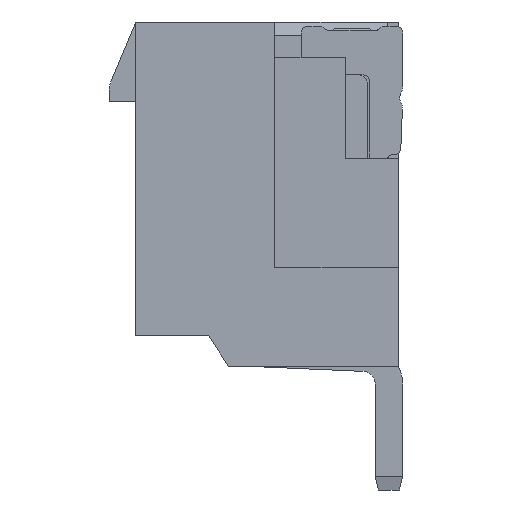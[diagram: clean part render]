
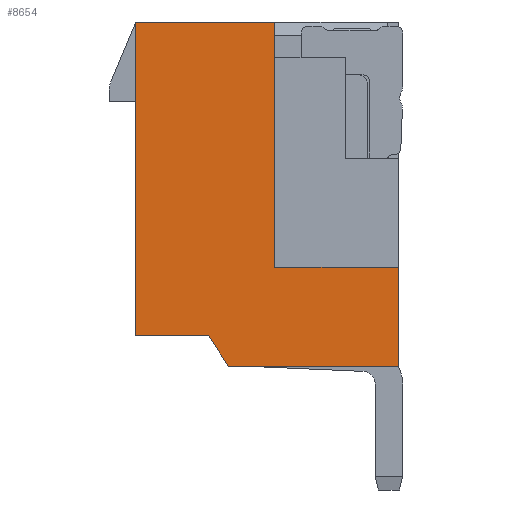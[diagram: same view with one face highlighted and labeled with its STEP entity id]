
A CAD part, left-side view. The second image highlights one B-rep face of the part: STEP entity #8654.
In plain terms, the highlighted planar face has unit normal (-1, 0, 0).
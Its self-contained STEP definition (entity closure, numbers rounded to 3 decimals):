
#1=DIRECTION('',(0.,0.541,0.841));
#2=VECTOR('',#1,0.832);
#3=CARTESIAN_POINT('',(1.25,-2.1,-7.8));
#4=LINE('',#3,#2);
#5=DIRECTION('',(0.,1.,0.));
#6=VECTOR('',#5,3.15);
#7=CARTESIAN_POINT('',(1.25,-3.15,0.));
#8=LINE('',#7,#6);
#85=DIRECTION('',(0.,0.,-1.));
#86=VECTOR('',#85,7.1);
#87=CARTESIAN_POINT('',(1.25,0.,0.));
#88=LINE('',#87,#86);
#327=DIRECTION('',(0.,-1.,0.));
#328=VECTOR('',#327,1.65);
#329=CARTESIAN_POINT('',(1.25,0.,-7.1));
#330=LINE('',#329,#328);
#619=DIRECTION('',(0.,-1.,0.));
#620=VECTOR('',#619,3.85);
#621=CARTESIAN_POINT('',(1.25,-2.1,-7.8));
#622=LINE('',#621,#620);
#631=DIRECTION('',(0.,0.,1.));
#632=VECTOR('',#631,2.25);
#633=CARTESIAN_POINT('',(1.25,-5.95,-7.8));
#634=LINE('',#633,#632);
#868=DIRECTION('',(0.,1.,0.));
#869=VECTOR('',#868,2.8);
#870=CARTESIAN_POINT('',(1.25,-5.95,-5.55));
#871=LINE('',#870,#869);
#880=DIRECTION('',(0.,0.,1.));
#881=VECTOR('',#880,5.55);
#882=CARTESIAN_POINT('',(1.25,-3.15,-5.55));
#883=LINE('',#882,#881);
#6595=CARTESIAN_POINT('',(1.25,-3.15,0.));
#6596=CARTESIAN_POINT('',(1.25,0.,0.));
#6597=VERTEX_POINT('',#6595);
#6598=VERTEX_POINT('',#6596);
#6599=CARTESIAN_POINT('',(1.25,-5.95,-5.55));
#6600=CARTESIAN_POINT('',(1.25,-3.15,-5.55));
#6601=VERTEX_POINT('',#6599);
#6602=VERTEX_POINT('',#6600);
#6603=CARTESIAN_POINT('',(1.25,-5.95,-7.8));
#6604=VERTEX_POINT('',#6603);
#6605=CARTESIAN_POINT('',(1.25,-2.1,-7.8));
#6606=VERTEX_POINT('',#6605);
#6607=CARTESIAN_POINT('',(1.25,-1.65,-7.1));
#6608=VERTEX_POINT('',#6607);
#6609=CARTESIAN_POINT('',(1.25,0.,-7.1));
#6610=VERTEX_POINT('',#6609);
#8631=CARTESIAN_POINT('',(1.25,-2.975,-3.9));
#8632=DIRECTION('',(1.,0.,0.));
#8633=DIRECTION('',(0.,-1.,0.));
#8634=AXIS2_PLACEMENT_3D('',#8631,#8632,#8633);
#8635=PLANE('',#8634);
#8637=ORIENTED_EDGE('',*,*,#8636,.F.);
#8639=ORIENTED_EDGE('',*,*,#8638,.F.);
#8641=ORIENTED_EDGE('',*,*,#8640,.F.);
#8643=ORIENTED_EDGE('',*,*,#8642,.F.);
#8645=ORIENTED_EDGE('',*,*,#8644,.F.);
#8647=ORIENTED_EDGE('',*,*,#8646,.T.);
#8649=ORIENTED_EDGE('',*,*,#8648,.F.);
#8651=ORIENTED_EDGE('',*,*,#8650,.F.);
#8652=EDGE_LOOP('',(#8637,#8639,#8641,#8643,#8645,#8647,#8649,#8651));
#8653=FACE_OUTER_BOUND('',#8652,.F.);
#8636=EDGE_CURVE('',#6597,#6598,#8,.T.);
#8638=EDGE_CURVE('',#6602,#6597,#883,.T.);
#8640=EDGE_CURVE('',#6601,#6602,#871,.T.);
#8642=EDGE_CURVE('',#6604,#6601,#634,.T.);
#8644=EDGE_CURVE('',#6606,#6604,#622,.T.);
#8646=EDGE_CURVE('',#6606,#6608,#4,.T.);
#8648=EDGE_CURVE('',#6610,#6608,#330,.T.);
#8650=EDGE_CURVE('',#6598,#6610,#88,.T.);
#8654=ADVANCED_FACE('',(#8653),#8635,.F.);
